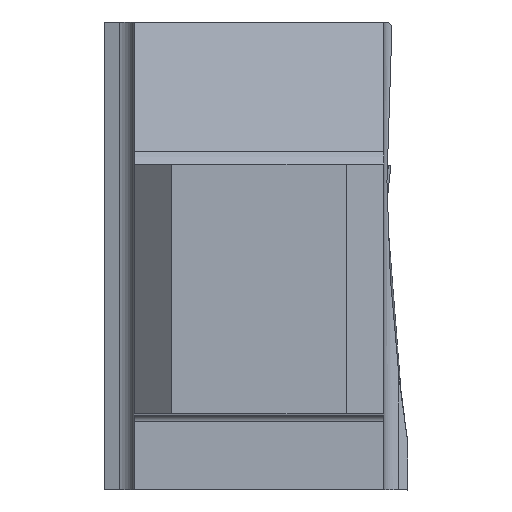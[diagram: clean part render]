
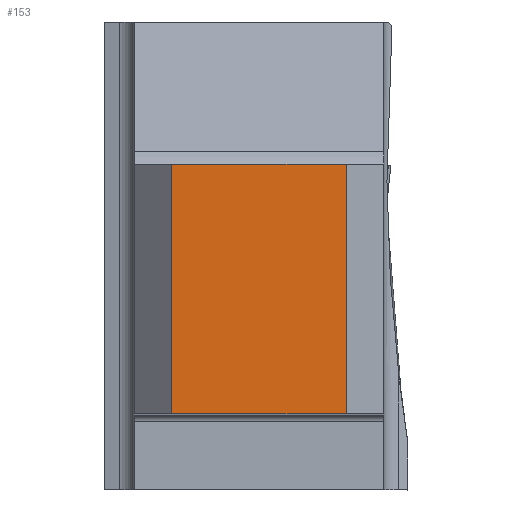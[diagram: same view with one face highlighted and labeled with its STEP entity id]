
A CAD part, top view. The second image highlights one B-rep face of the part: STEP entity #153.
In plain terms, the highlighted planar face has unit normal (0, 0, 1).
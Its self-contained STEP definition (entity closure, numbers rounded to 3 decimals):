
#153=ADVANCED_FACE('CU_BACK_SU1',(#269),#215,.F.);
#215=PLANE('',#1488);
#269=FACE_OUTER_BOUND('',#336,.T.);
#336=EDGE_LOOP('',(#551,#552,#553,#554));
#551=ORIENTED_EDGE('',*,*,#1017,.F.);
#552=ORIENTED_EDGE('',*,*,#1018,.T.);
#553=ORIENTED_EDGE('',*,*,#1019,.T.);
#554=ORIENTED_EDGE('',*,*,#1015,.F.);
#869=VERTEX_POINT('',#2177);
#870=VERTEX_POINT('',#2179);
#871=VERTEX_POINT('',#2183);
#872=VERTEX_POINT('',#2185);
#1015=EDGE_CURVE('',#869,#870,#1170,.T.);
#1017=EDGE_CURVE('',#871,#869,#1172,.T.);
#1018=EDGE_CURVE('',#871,#872,#1173,.T.);
#1019=EDGE_CURVE('',#872,#870,#1174,.T.);
#1170=LINE('',#2178,#1302);
#1172=LINE('',#2182,#1304);
#1173=LINE('',#2184,#1305);
#1174=LINE('',#2186,#1306);
#1302=VECTOR('',#1694,1.);
#1304=VECTOR('',#1698,1.);
#1305=VECTOR('',#1699,1.);
#1306=VECTOR('',#1700,1.);
#1488=AXIS2_PLACEMENT_3D('',#2187,#1701,#1702);
#1694=DIRECTION('',(1.,0.,0.));
#1698=DIRECTION('',(0.,1.,0.));
#1699=DIRECTION('',(1.,0.,0.));
#1700=DIRECTION('',(0.,1.,0.));
#1701=DIRECTION('',(0.,0.,-1.));
#1702=DIRECTION('',(-1.,0.,0.));
#2177=CARTESIAN_POINT('',(3.,19.925,0.));
#2178=CARTESIAN_POINT('',(-110.,19.925,0.));
#2179=CARTESIAN_POINT('',(16.925,19.925,0.));
#2182=CARTESIAN_POINT('',(3.,0.,0.));
#2183=CARTESIAN_POINT('',(3.,0.,0.));
#2184=CARTESIAN_POINT('',(-110.,0.,0.));
#2185=CARTESIAN_POINT('',(16.925,0.,0.));
#2186=CARTESIAN_POINT('',(16.925,0.,0.));
#2187=CARTESIAN_POINT('',(43.554,39.925,0.));
